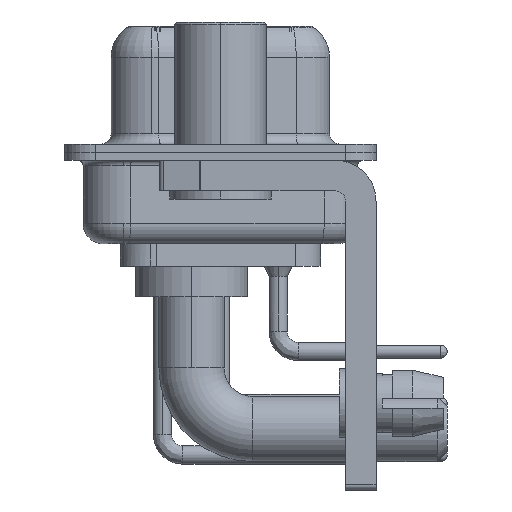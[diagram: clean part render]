
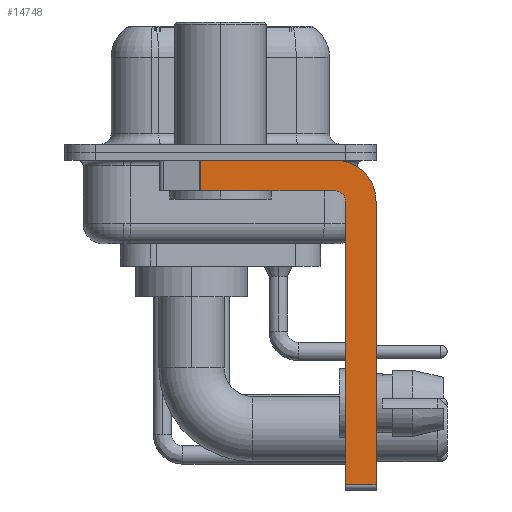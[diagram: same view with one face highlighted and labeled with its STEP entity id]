
A CAD part, left-side view. The second image highlights one B-rep face of the part: STEP entity #14748.
In plain terms, the highlighted planar face has unit normal (-1, 0, 0).
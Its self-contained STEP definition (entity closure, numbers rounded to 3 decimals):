
#1075 = CARTESIAN_POINT ( 'NONE',  ( -2.9, -6.15, -16.6 ) ) ;
#2292 = DIRECTION ( 'NONE',  ( -1., 0., 0. ) ) ;
#2484 = VECTOR ( 'NONE', #2820, 1000. ) ;
#2773 = VERTEX_POINT ( 'NONE', #19387 ) ;
#2820 = DIRECTION ( 'NONE',  ( 0., 0., -1. ) ) ;
#3279 = EDGE_CURVE ( 'NONE', #4407, #21227, #32298, .T. ) ;
#3508 = CARTESIAN_POINT ( 'NONE',  ( -2.9, -5.65, -1.9 ) ) ;
#3696 = DIRECTION ( 'NONE',  ( 0., 1., 0. ) ) ;
#4407 = VERTEX_POINT ( 'NONE', #31283 ) ;
#4613 = DIRECTION ( 'NONE',  ( 0., 0., -1. ) ) ;
#4664 = DIRECTION ( 'NONE',  ( 0., -1., 0. ) ) ;
#5640 = CARTESIAN_POINT ( 'NONE',  ( -2.9, -7.65, -2.4 ) ) ;
#5966 = VERTEX_POINT ( 'NONE', #3508 ) ;
#6067 = LINE ( 'NONE', #1075, #23804 ) ;
#6469 = EDGE_CURVE ( 'NONE', #19063, #21227, #16279, .T. ) ;
#7303 = VERTEX_POINT ( 'NONE', #15842 ) ;
#8040 = LINE ( 'NONE', #26189, #29088 ) ;
#9310 = VECTOR ( 'NONE', #24851, 1000. ) ;
#10269 = DIRECTION ( 'NONE',  ( 1., 0., 0. ) ) ;
#10858 = ORIENTED_EDGE ( 'NONE', *, *, #3279, .T. ) ;
#10919 = ORIENTED_EDGE ( 'NONE', *, *, #31212, .F. ) ;
#11307 = PLANE ( 'NONE',  #25121 ) ;
#11336 = CARTESIAN_POINT ( 'NONE',  ( -2.9, 0.978, -1.9 ) ) ;
#12407 = AXIS2_PLACEMENT_3D ( 'NONE', #25247, #10269, #20080 ) ;
#14211 = EDGE_LOOP ( 'NONE', ( #28813, #22553, #10919, #23888, #19817, #10858, #28339, #23798 ) ) ;
#14313 = DIRECTION ( 'NONE',  ( 0., 0., -1. ) ) ;
#14748 = ADVANCED_FACE ( 'NONE', ( #23960 ), #11307, .F. ) ;
#15532 = CARTESIAN_POINT ( 'NONE',  ( -2.9, 0.978, -1.9 ) ) ;
#15660 = VECTOR ( 'NONE', #4664, 1000. ) ;
#15719 = EDGE_CURVE ( 'NONE', #2773, #7303, #24205, .T. ) ;
#15842 = CARTESIAN_POINT ( 'NONE',  ( -2.9, -5.65, -0.4 ) ) ;
#16279 = LINE ( 'NONE', #5640, #2484 ) ;
#18521 = VECTOR ( 'NONE', #14313, 1000. ) ;
#18975 = EDGE_CURVE ( 'NONE', #7303, #19063, #25669, .T. ) ;
#19063 = VERTEX_POINT ( 'NONE', #22925 ) ;
#19387 = CARTESIAN_POINT ( 'NONE',  ( -2.9, 0.978, -0.4 ) ) ;
#19734 = VERTEX_POINT ( 'NONE', #27275 ) ;
#19817 = ORIENTED_EDGE ( 'NONE', *, *, #29352, .F. ) ;
#20080 = DIRECTION ( 'NONE',  ( 0., 0., -1. ) ) ;
#21068 = DIRECTION ( 'NONE',  ( 0., 0., 1. ) ) ;
#21227 = VERTEX_POINT ( 'NONE', #24408 ) ;
#22451 = DIRECTION ( 'NONE',  ( 1., 0., 0. ) ) ;
#22553 = ORIENTED_EDGE ( 'NONE', *, *, #31782, .T. ) ;
#22925 = CARTESIAN_POINT ( 'NONE',  ( -2.9, -7.65, -2.4 ) ) ;
#23188 = VERTEX_POINT ( 'NONE', #15532 ) ;
#23798 = ORIENTED_EDGE ( 'NONE', *, *, #18975, .F. ) ;
#23804 = VECTOR ( 'NONE', #21068, 1000. ) ;
#23888 = ORIENTED_EDGE ( 'NONE', *, *, #26101, .F. ) ;
#23960 = FACE_OUTER_BOUND ( 'NONE', #14211, .T. ) ;
#24205 = LINE ( 'NONE', #24989, #15660 ) ;
#24408 = CARTESIAN_POINT ( 'NONE',  ( -2.9, -7.65, -16.35 ) ) ;
#24851 = DIRECTION ( 'NONE',  ( 0., -1., 0. ) ) ;
#24989 = CARTESIAN_POINT ( 'NONE',  ( -2.9, 3., -0.4 ) ) ;
#25121 = AXIS2_PLACEMENT_3D ( 'NONE', #31561, #22451, #4613 ) ;
#25247 = CARTESIAN_POINT ( 'NONE',  ( -2.9, -5.65, -2.4 ) ) ;
#25669 = CIRCLE ( 'NONE', #12407, 2. ) ;
#26003 = AXIS2_PLACEMENT_3D ( 'NONE', #27088, #2292, #32225 ) ;
#26101 = EDGE_CURVE ( 'NONE', #19734, #5966, #31291, .T. ) ;
#26189 = CARTESIAN_POINT ( 'NONE',  ( -2.9, -5.65, -1.9 ) ) ;
#26631 = LINE ( 'NONE', #11336, #18521 ) ;
#27088 = CARTESIAN_POINT ( 'NONE',  ( -2.9, -5.65, -2.4 ) ) ;
#27275 = CARTESIAN_POINT ( 'NONE',  ( -2.9, -6.15, -2.4 ) ) ;
#28095 = CARTESIAN_POINT ( 'NONE',  ( -2.9, -5.65, -16.35 ) ) ;
#28339 = ORIENTED_EDGE ( 'NONE', *, *, #6469, .F. ) ;
#28813 = ORIENTED_EDGE ( 'NONE', *, *, #15719, .F. ) ;
#29088 = VECTOR ( 'NONE', #3696, 1000. ) ;
#29352 = EDGE_CURVE ( 'NONE', #4407, #19734, #6067, .T. ) ;
#31212 = EDGE_CURVE ( 'NONE', #5966, #23188, #8040, .T. ) ;
#31283 = CARTESIAN_POINT ( 'NONE',  ( -2.9, -6.15, -16.35 ) ) ;
#31291 = CIRCLE ( 'NONE', #26003, 0.5 ) ;
#31561 = CARTESIAN_POINT ( 'NONE',  ( -2.9, -5.65, -2.4 ) ) ;
#31782 = EDGE_CURVE ( 'NONE', #2773, #23188, #26631, .T. ) ;
#32225 = DIRECTION ( 'NONE',  ( 0., 0., 1. ) ) ;
#32298 = LINE ( 'NONE', #28095, #9310 ) ;
